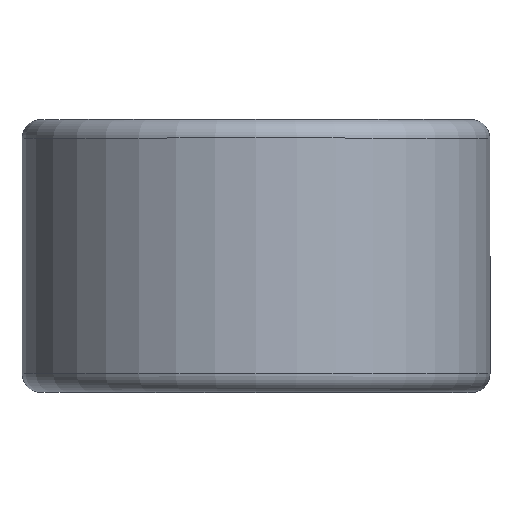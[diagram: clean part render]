
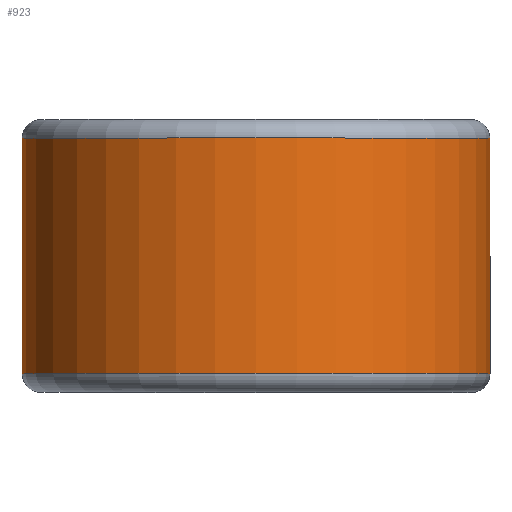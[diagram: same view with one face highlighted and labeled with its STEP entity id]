
A CAD part, top view. The second image highlights one B-rep face of the part: STEP entity #923.
In plain terms, the highlighted cylindrical face has radius 9.538 mm (diameter 19.075 mm), a partial arc.
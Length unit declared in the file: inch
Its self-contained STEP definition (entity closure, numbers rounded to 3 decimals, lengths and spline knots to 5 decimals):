
#225 = VERTEX_POINT ( 'NONE', #1978 ) ;
#244 = DIRECTION ( 'NONE',  ( 0., 0., -1. ) ) ;
#339 = DIRECTION ( 'NONE',  ( 0., -1., 0. ) ) ;
#443 = DIRECTION ( 'NONE',  ( 0., -1., 0. ) ) ;
#477 = CIRCLE ( 'NONE', #520, 0.3755 ) ;
#520 = AXIS2_PLACEMENT_3D ( 'NONE', #1705, #2028, #1871 ) ;
#593 = LINE ( 'NONE', #2232, #1174 ) ;
#775 = DIRECTION ( 'NONE',  ( 0., 1., 0. ) ) ;
#799 = ORIENTED_EDGE ( 'NONE', *, *, #1762, .F. ) ;
#828 = CARTESIAN_POINT ( 'NONE',  ( 0., 0.18875, -0.3755 ) ) ;
#919 = CYLINDRICAL_SURFACE ( 'NONE', #1774, 0.3755 ) ;
#923 = ADVANCED_FACE ( 'NONE', ( #1261 ), #919, .T. ) ;
#930 = CIRCLE ( 'NONE', #1719, 0.3755 ) ;
#995 = VERTEX_POINT ( 'NONE', #828 ) ;
#1174 = VECTOR ( 'NONE', #775, 39.37008 ) ;
#1261 = FACE_OUTER_BOUND ( 'NONE', #1644, .T. ) ;
#1267 = ORIENTED_EDGE ( 'NONE', *, *, #1306, .T. ) ;
#1306 = EDGE_CURVE ( 'NONE', #2240, #225, #593, .T. ) ;
#1359 = CARTESIAN_POINT ( 'NONE',  ( 0., 0.1875, 0. ) ) ;
#1415 = LINE ( 'NONE', #1603, #1659 ) ;
#1434 = CARTESIAN_POINT ( 'NONE',  ( 0.3755, -0.18875, 0. ) ) ;
#1482 = ORIENTED_EDGE ( 'NONE', *, *, #1825, .F. ) ;
#1603 = CARTESIAN_POINT ( 'NONE',  ( 0., 0.18875, -0.3755 ) ) ;
#1641 = DIRECTION ( 'NONE',  ( 0., 0., -1. ) ) ;
#1644 = EDGE_LOOP ( 'NONE', ( #1267, #2162, #799, #1482 ) ) ;
#1659 = VECTOR ( 'NONE', #2158, 39.37008 ) ;
#1705 = CARTESIAN_POINT ( 'NONE',  ( 0., -0.18875, 0. ) ) ;
#1719 = AXIS2_PLACEMENT_3D ( 'NONE', #2317, #339, #1641 ) ;
#1762 = EDGE_CURVE ( 'NONE', #2323, #995, #1415, .T. ) ;
#1774 = AXIS2_PLACEMENT_3D ( 'NONE', #1359, #443, #244 ) ;
#1825 = EDGE_CURVE ( 'NONE', #2240, #2323, #477, .T. ) ;
#1871 = DIRECTION ( 'NONE',  ( 0., 0., -1. ) ) ;
#1978 = CARTESIAN_POINT ( 'NONE',  ( 0.3755, 0.18875, 0. ) ) ;
#1996 = CARTESIAN_POINT ( 'NONE',  ( 0., -0.18875, -0.3755 ) ) ;
#2028 = DIRECTION ( 'NONE',  ( 0., -1., 0. ) ) ;
#2158 = DIRECTION ( 'NONE',  ( 0., 1., 0. ) ) ;
#2162 = ORIENTED_EDGE ( 'NONE', *, *, #2199, .T. ) ;
#2199 = EDGE_CURVE ( 'NONE', #225, #995, #930, .T. ) ;
#2232 = CARTESIAN_POINT ( 'NONE',  ( 0.3755, 0.18875, 0. ) ) ;
#2240 = VERTEX_POINT ( 'NONE', #1434 ) ;
#2317 = CARTESIAN_POINT ( 'NONE',  ( 0., 0.18875, 0. ) ) ;
#2323 = VERTEX_POINT ( 'NONE', #1996 ) ;
